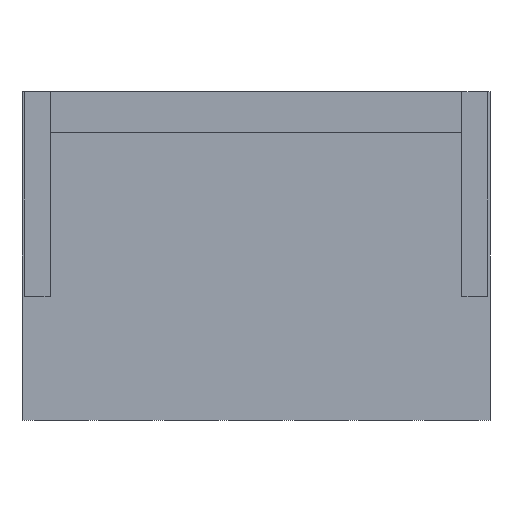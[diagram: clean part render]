
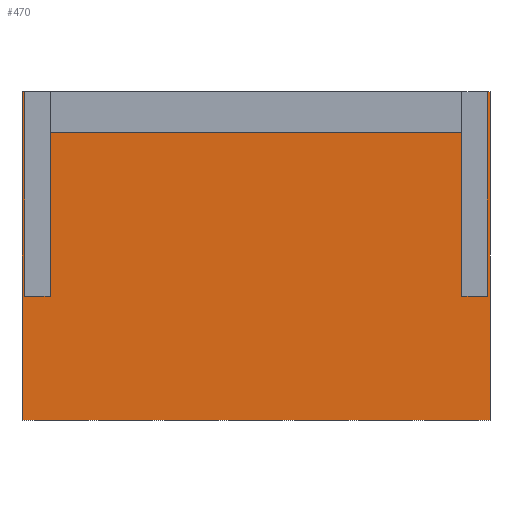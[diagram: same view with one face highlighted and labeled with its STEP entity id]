
A CAD part, front view. The second image highlights one B-rep face of the part: STEP entity #470.
In plain terms, the highlighted planar face has unit normal (0, -1, 0).
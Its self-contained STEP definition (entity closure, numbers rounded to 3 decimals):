
#470 = ADVANCED_FACE( '', ( #1102 ), #1103, .T. );
#1102 = FACE_OUTER_BOUND( '', #1892, .T. );
#1103 = PLANE( '', #1893 );
#1892 = EDGE_LOOP( '', ( #3241, #3242, #3243, #3244, #3245, #3246, #3247, #3248, #3249, #3250, #3251, #3252 ) );
#1893 = AXIS2_PLACEMENT_3D( '', #3253, #3254, #3255 );
#3241 = ORIENTED_EDGE( '', *, *, #5149, .T. );
#3242 = ORIENTED_EDGE( '', *, *, #4758, .F. );
#3243 = ORIENTED_EDGE( '', *, *, #5231, .F. );
#3244 = ORIENTED_EDGE( '', *, *, #5157, .F. );
#3245 = ORIENTED_EDGE( '', *, *, #5011, .T. );
#3246 = ORIENTED_EDGE( '', *, *, #5090, .F. );
#3247 = ORIENTED_EDGE( '', *, *, #5232, .F. );
#3248 = ORIENTED_EDGE( '', *, *, #5233, .T. );
#3249 = ORIENTED_EDGE( '', *, *, #5008, .T. );
#3250 = ORIENTED_EDGE( '', *, *, #5234, .F. );
#3251 = ORIENTED_EDGE( '', *, *, #5235, .F. );
#3252 = ORIENTED_EDGE( '', *, *, #5236, .F. );
#3253 = CARTESIAN_POINT( '', ( 9.15, -2.5, -6.425 ) );
#3254 = DIRECTION( '', ( 0., -1., 0. ) );
#3255 = DIRECTION( '', ( 0., 0., -1. ) );
#4758 = EDGE_CURVE( '', #5699, #5691, #5701, .T. );
#5008 = EDGE_CURVE( '', #6148, #6146, #6149, .T. );
#5011 = EDGE_CURVE( '', #6153, #6151, #6154, .T. );
#5090 = EDGE_CURVE( '', #6280, #6151, #6281, .T. );
#5149 = EDGE_CURVE( '', #6365, #5691, #6366, .T. );
#5157 = EDGE_CURVE( '', #6153, #6378, #6379, .T. );
#5231 = EDGE_CURVE( '', #6378, #5699, #6479, .T. );
#5232 = EDGE_CURVE( '', #6480, #6280, #6481, .T. );
#5233 = EDGE_CURVE( '', #6480, #6148, #6482, .T. );
#5234 = EDGE_CURVE( '', #6483, #6146, #6484, .T. );
#5235 = EDGE_CURVE( '', #6485, #6483, #6486, .T. );
#5236 = EDGE_CURVE( '', #6365, #6485, #6487, .T. );
#5691 = VERTEX_POINT( '', #7076 );
#5699 = VERTEX_POINT( '', #7088 );
#5701 = LINE( '', #7091, #7092 );
#6146 = VERTEX_POINT( '', #7753 );
#6148 = VERTEX_POINT( '', #7756 );
#6149 = LINE( '', #7757, #7758 );
#6151 = VERTEX_POINT( '', #7761 );
#6153 = VERTEX_POINT( '', #7764 );
#6154 = LINE( '', #7765, #7766 );
#6280 = VERTEX_POINT( '', #7953 );
#6281 = LINE( '', #7954, #7955 );
#6365 = VERTEX_POINT( '', #8081 );
#6366 = LINE( '', #8082, #8083 );
#6378 = VERTEX_POINT( '', #8100 );
#6379 = LINE( '', #8101, #8102 );
#6479 = LINE( '', #8255, #8256 );
#6480 = VERTEX_POINT( '', #8257 );
#6481 = LINE( '', #8258, #8259 );
#6482 = LINE( '', #8260, #8261 );
#6483 = VERTEX_POINT( '', #8262 );
#6484 = LINE( '', #8263, #8264 );
#6485 = VERTEX_POINT( '', #8265 );
#6486 = LINE( '', #8266, #8267 );
#6487 = LINE( '', #8268, #8269 );
#7076 = CARTESIAN_POINT( '', ( -8.05, -2.5, 4.825 ) );
#7088 = CARTESIAN_POINT( '', ( -8.05, -2.5, -1.575 ) );
#7091 = CARTESIAN_POINT( '', ( -8.05, -2.5, -1.575 ) );
#7092 = VECTOR( '', #9137, 1000. );
#7753 = CARTESIAN_POINT( '', ( 9.05, -2.5, 6.425 ) );
#7756 = CARTESIAN_POINT( '', ( 9.15, -2.5, 6.425 ) );
#7757 = CARTESIAN_POINT( '', ( 9.15, -2.5, 6.425 ) );
#7758 = VECTOR( '', #9355, 1000. );
#7761 = CARTESIAN_POINT( '', ( -9.15, -2.5, 6.425 ) );
#7764 = CARTESIAN_POINT( '', ( -9.05, -2.5, 6.425 ) );
#7765 = CARTESIAN_POINT( '', ( 9.15, -2.5, 6.425 ) );
#7766 = VECTOR( '', #9358, 1000. );
#7953 = CARTESIAN_POINT( '', ( -9.15, -2.5, -6.425 ) );
#7954 = CARTESIAN_POINT( '', ( -9.15, -2.5, -6.425 ) );
#7955 = VECTOR( '', #9420, 1000. );
#8081 = CARTESIAN_POINT( '', ( 8.05, -2.5, 4.825 ) );
#8082 = CARTESIAN_POINT( '', ( 8.05, -2.5, 4.825 ) );
#8083 = VECTOR( '', #9463, 1000. );
#8100 = CARTESIAN_POINT( '', ( -9.05, -2.5, -1.575 ) );
#8101 = CARTESIAN_POINT( '', ( -9.05, -2.5, 6.425 ) );
#8102 = VECTOR( '', #9469, 1000. );
#8255 = CARTESIAN_POINT( '', ( -9.05, -2.5, -1.575 ) );
#8256 = VECTOR( '', #9523, 1000. );
#8257 = CARTESIAN_POINT( '', ( 9.15, -2.5, -6.425 ) );
#8258 = CARTESIAN_POINT( '', ( 9.15, -2.5, -6.425 ) );
#8259 = VECTOR( '', #9524, 1000. );
#8260 = CARTESIAN_POINT( '', ( 9.15, -2.5, -6.425 ) );
#8261 = VECTOR( '', #9525, 1000. );
#8262 = CARTESIAN_POINT( '', ( 9.05, -2.5, -1.575 ) );
#8263 = CARTESIAN_POINT( '', ( 9.05, -2.5, -1.575 ) );
#8264 = VECTOR( '', #9526, 1000. );
#8265 = CARTESIAN_POINT( '', ( 8.05, -2.5, -1.575 ) );
#8266 = CARTESIAN_POINT( '', ( 8.05, -2.5, -1.575 ) );
#8267 = VECTOR( '', #9527, 1000. );
#8268 = CARTESIAN_POINT( '', ( 8.05, -2.5, 6.425 ) );
#8269 = VECTOR( '', #9528, 1000. );
#9137 = DIRECTION( '', ( 0., 0., 1. ) );
#9355 = DIRECTION( '', ( -1., 0., 0. ) );
#9358 = DIRECTION( '', ( -1., 0., 0. ) );
#9420 = DIRECTION( '', ( 0., 0., 1. ) );
#9463 = DIRECTION( '', ( -1., 0., 0. ) );
#9469 = DIRECTION( '', ( 0., 0., -1. ) );
#9523 = DIRECTION( '', ( 1., 0., 0. ) );
#9524 = DIRECTION( '', ( -1., 0., 0. ) );
#9525 = DIRECTION( '', ( 0., 0., 1. ) );
#9526 = DIRECTION( '', ( 0., 0., 1. ) );
#9527 = DIRECTION( '', ( 1., 0., 0. ) );
#9528 = DIRECTION( '', ( 0., 0., -1. ) );
